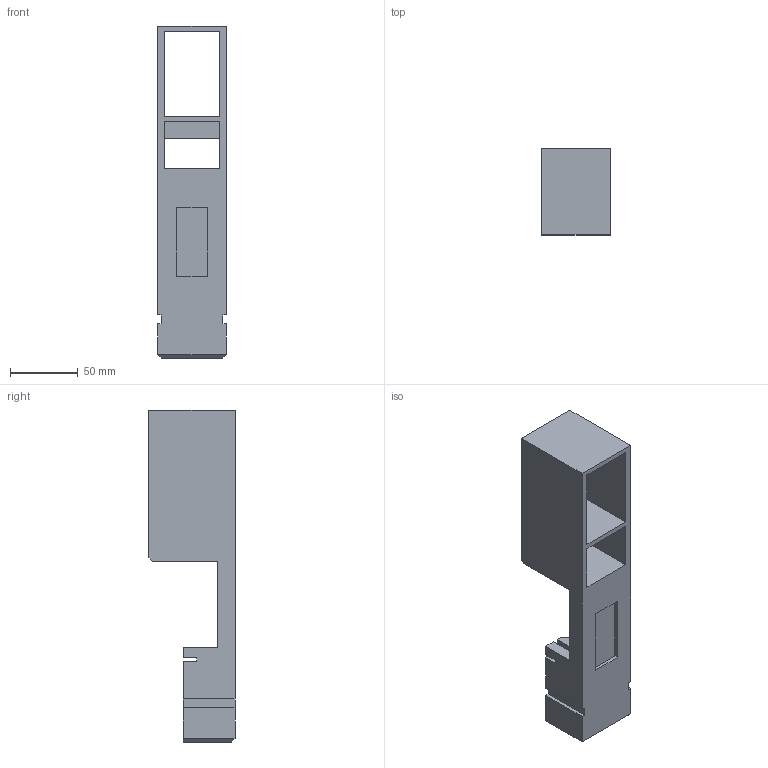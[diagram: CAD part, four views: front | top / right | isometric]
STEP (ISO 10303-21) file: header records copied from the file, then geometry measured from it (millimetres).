
FILE_DESCRIPTION (( 'STEP AP203' ), '1' );
FILE_NAME ('Rewards Dispenser.STEP', '2019-05-07T17:24:35', ( '' ), ( '' ), 'SwSTEP 2.0', 'SolidWorks 2014', '' );
FILE_SCHEMA (( 'CONFIG_CONTROL_DESIGN' ));
Length unit declared in the file: inch
Products named in the file (1): Rewards Dispenser
Bounding box: 50.8 x 63.5 x 245.11 mm (x, y, z)
Volume: 266674.5 mm3; surface area: 73278.7 mm2
Topology: 1 solids, 1 shells, 71 faces, 198 edges, 130 vertices
Faces by surface type: plane 67, cylinder 4
Entity records: 2327 total; most frequent: CARTESIAN_POINT 400, ORIENTED_EDGE 396, DIRECTION 350, EDGE_CURVE 198, LINE 190, VECTOR 190, VERTEX_POINT 130, AXIS2_PLACEMENT_3D 80
